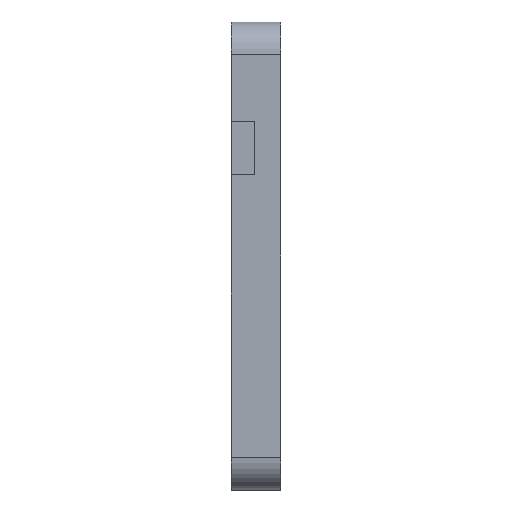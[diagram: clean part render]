
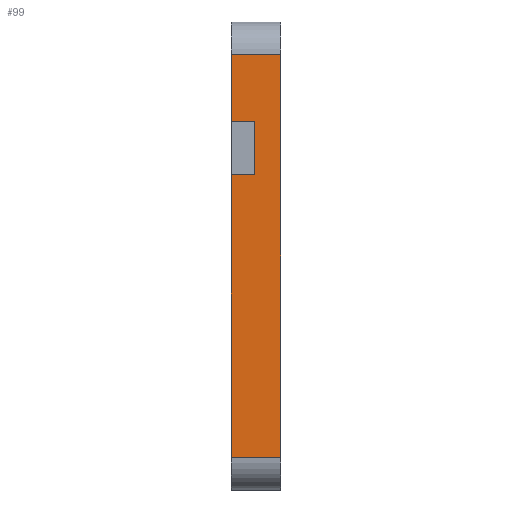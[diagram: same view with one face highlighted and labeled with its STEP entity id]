
A CAD part, left-side view. The second image highlights one B-rep face of the part: STEP entity #99.
In plain terms, the highlighted planar face has unit normal (-1, 0, 0).
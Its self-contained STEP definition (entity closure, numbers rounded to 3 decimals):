
#54 = CARTESIAN_POINT ( 'NONE',  ( -45., 0., -25.825 ) ) ;
#62 = EDGE_CURVE ( 'NONE', #806, #526, #706, .T. ) ;
#64 = DIRECTION ( 'NONE',  ( 0., 0., 1. ) ) ;
#99 = ADVANCED_FACE ( 'NONE', ( #189 ), #589, .F. ) ;
#132 = EDGE_LOOP ( 'NONE', ( #869, #1270, #1437, #1113, #688, #1490, #1142, #943 ) ) ;
#149 = VERTEX_POINT ( 'NONE', #309 ) ;
#152 = EDGE_CURVE ( 'NONE', #602, #273, #1836, .T. ) ;
#189 = FACE_OUTER_BOUND ( 'NONE', #132, .T. ) ;
#206 = VECTOR ( 'NONE', #64, 1000. ) ;
#247 = LINE ( 'NONE', #1120, #1195 ) ;
#273 = VERTEX_POINT ( 'NONE', #54 ) ;
#309 = CARTESIAN_POINT ( 'NONE',  ( -45., 6.35, 10.425 ) ) ;
#358 = LINE ( 'NONE', #563, #1425 ) ;
#441 = EDGE_CURVE ( 'NONE', #526, #464, #993, .T. ) ;
#445 = AXIS2_PLACEMENT_3D ( 'NONE', #1729, #1609, #1859 ) ;
#464 = VERTEX_POINT ( 'NONE', #1811 ) ;
#466 = EDGE_CURVE ( 'NONE', #464, #1669, #1292, .T. ) ;
#514 = CARTESIAN_POINT ( 'NONE',  ( -45., 3.4, 17.225 ) ) ;
#526 = VERTEX_POINT ( 'NONE', #514 ) ;
#563 = CARTESIAN_POINT ( 'NONE',  ( -45., 0., -25.825 ) ) ;
#568 = DIRECTION ( 'NONE',  ( 0., 0., 1. ) ) ;
#589 = PLANE ( 'NONE',  #445 ) ;
#602 = VERTEX_POINT ( 'NONE', #1416 ) ;
#620 = VECTOR ( 'NONE', #1448, 1000. ) ;
#688 = ORIENTED_EDGE ( 'NONE', *, *, #1272, .T. ) ;
#706 = LINE ( 'NONE', #1590, #1795 ) ;
#733 = EDGE_CURVE ( 'NONE', #149, #806, #1623, .T. ) ;
#734 = DIRECTION ( 'NONE',  ( 0., 0., 1. ) ) ;
#806 = VERTEX_POINT ( 'NONE', #1388 ) ;
#869 = ORIENTED_EDGE ( 'NONE', *, *, #62, .F. ) ;
#890 = DIRECTION ( 'NONE',  ( 0., -1., 0. ) ) ;
#931 = CARTESIAN_POINT ( 'NONE',  ( -45., 6.35, 25.825 ) ) ;
#943 = ORIENTED_EDGE ( 'NONE', *, *, #441, .F. ) ;
#993 = LINE ( 'NONE', #1094, #1485 ) ;
#1032 = EDGE_CURVE ( 'NONE', #1669, #1653, #1708, .T. ) ;
#1090 = DIRECTION ( 'NONE',  ( 0., -1., 0. ) ) ;
#1094 = CARTESIAN_POINT ( 'NONE',  ( -45., 9.3, 17.225 ) ) ;
#1113 = ORIENTED_EDGE ( 'NONE', *, *, #152, .T. ) ;
#1120 = CARTESIAN_POINT ( 'NONE',  ( -45., 6.35, -25.825 ) ) ;
#1139 = VECTOR ( 'NONE', #890, 1000. ) ;
#1142 = ORIENTED_EDGE ( 'NONE', *, *, #466, .F. ) ;
#1144 = EDGE_CURVE ( 'NONE', #602, #149, #247, .T. ) ;
#1150 = CARTESIAN_POINT ( 'NONE',  ( -45., 9.3, 10.425 ) ) ;
#1186 = CARTESIAN_POINT ( 'NONE',  ( -45., 6.35, -25.825 ) ) ;
#1195 = VECTOR ( 'NONE', #1685, 1000. ) ;
#1216 = DIRECTION ( 'NONE',  ( 0., 1., 0. ) ) ;
#1236 = VECTOR ( 'NONE', #1090, 1000. ) ;
#1270 = ORIENTED_EDGE ( 'NONE', *, *, #733, .F. ) ;
#1272 = EDGE_CURVE ( 'NONE', #273, #1653, #358, .T. ) ;
#1292 = LINE ( 'NONE', #1378, #206 ) ;
#1366 = CARTESIAN_POINT ( 'NONE',  ( -45., 0., 25.825 ) ) ;
#1378 = CARTESIAN_POINT ( 'NONE',  ( -45., 6.35, -25.825 ) ) ;
#1388 = CARTESIAN_POINT ( 'NONE',  ( -45., 3.4, 10.425 ) ) ;
#1416 = CARTESIAN_POINT ( 'NONE',  ( -45., 6.35, -25.825 ) ) ;
#1425 = VECTOR ( 'NONE', #568, 1000. ) ;
#1437 = ORIENTED_EDGE ( 'NONE', *, *, #1144, .F. ) ;
#1448 = DIRECTION ( 'NONE',  ( 0., -1., 0. ) ) ;
#1485 = VECTOR ( 'NONE', #1216, 1000. ) ;
#1490 = ORIENTED_EDGE ( 'NONE', *, *, #1032, .F. ) ;
#1590 = CARTESIAN_POINT ( 'NONE',  ( -45., 3.4, 10.425 ) ) ;
#1609 = DIRECTION ( 'NONE',  ( 1., 0., 0. ) ) ;
#1623 = LINE ( 'NONE', #1150, #620 ) ;
#1653 = VERTEX_POINT ( 'NONE', #1366 ) ;
#1669 = VERTEX_POINT ( 'NONE', #931 ) ;
#1685 = DIRECTION ( 'NONE',  ( 0., 0., 1. ) ) ;
#1708 = LINE ( 'NONE', #1823, #1236 ) ;
#1729 = CARTESIAN_POINT ( 'NONE',  ( -45., 6.35, -25.825 ) ) ;
#1795 = VECTOR ( 'NONE', #734, 1000. ) ;
#1811 = CARTESIAN_POINT ( 'NONE',  ( -45., 6.35, 17.225 ) ) ;
#1823 = CARTESIAN_POINT ( 'NONE',  ( -45., 6.35, 25.825 ) ) ;
#1836 = LINE ( 'NONE', #1186, #1139 ) ;
#1859 = DIRECTION ( 'NONE',  ( 0., 0., -1. ) ) ;
